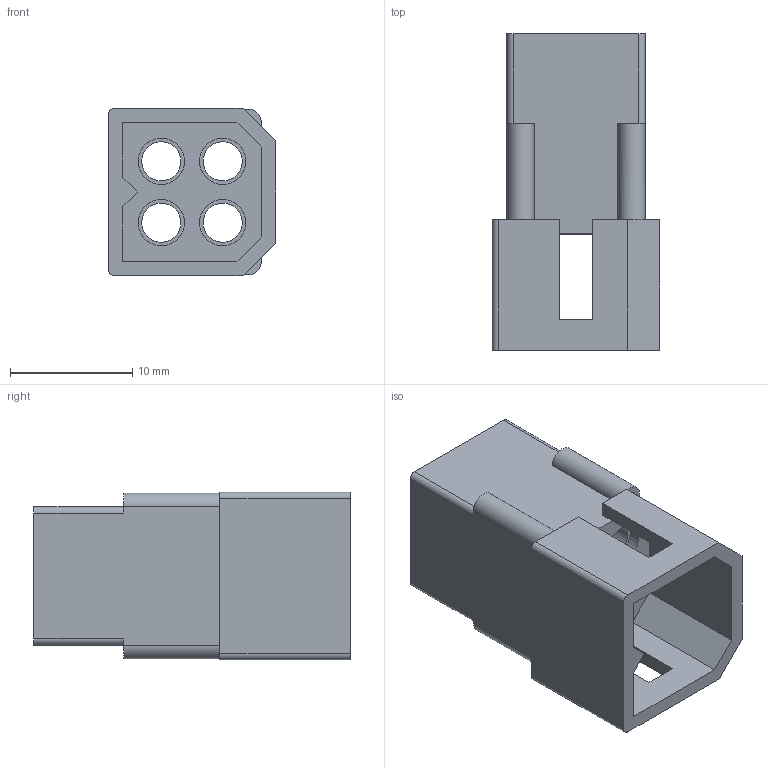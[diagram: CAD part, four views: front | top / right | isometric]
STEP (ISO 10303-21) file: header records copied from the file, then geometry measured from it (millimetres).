
FILE_DESCRIPTION((''),'2;1');
FILE_NAME('003092049','2014-06-05T',('me'),(''),'PRO/ENGINEER BY PARAMETRIC TECHNOLOGY CORPORATION, 2011490','PRO/ENGINEER BY PARAMETRIC TECHNOLOGY CORPORATION, 2011490','');
FILE_SCHEMA(('CONFIG_CONTROL_DESIGN'));
Length unit declared in the file: inch
Products named in the file (1): 003092049
Bounding box: 13.72 x 25.91 x 13.72 mm (x, y, z)
Volume: 1816.9 mm3; surface area: 2816.5 mm2
Topology: 1 solids, 1 shells, 83 faces, 288 edges, 280 vertices
Faces by surface type: plane 49, cylinder 34
Entity records: 2993 total; most frequent: DIRECTION 526, CARTESIAN_POINT 516, ORIENTED_EDGE 440, EDGE_CURVE 220, VECTOR 218, LINE 218, AXIS2_PLACEMENT_3D 154, VERTEX_POINT 144
